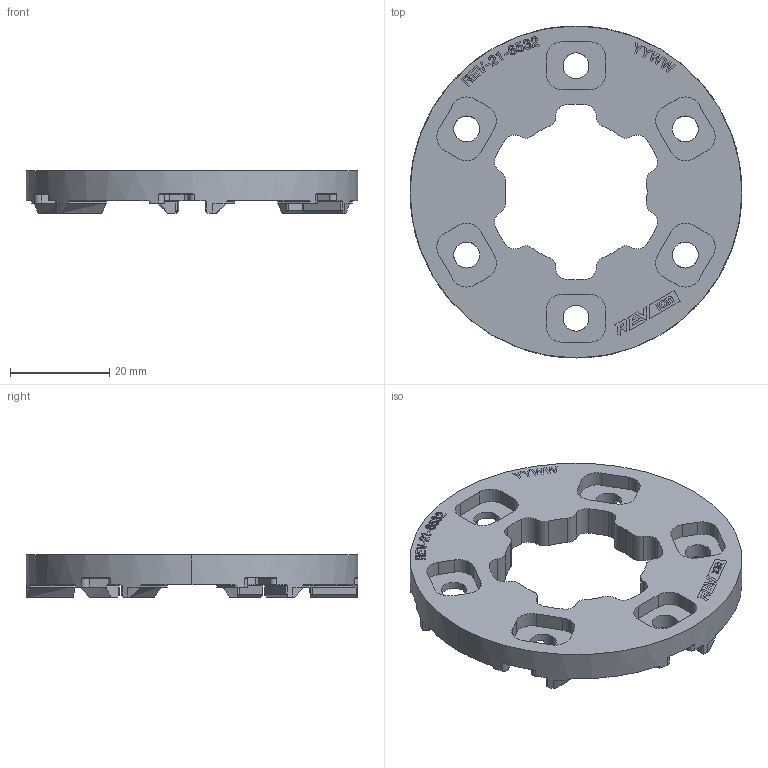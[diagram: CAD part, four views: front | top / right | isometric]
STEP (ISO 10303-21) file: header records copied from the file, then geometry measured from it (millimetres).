
FILE_DESCRIPTION (( 'STEP AP203' ), '1' );
FILE_NAME ('REV-21-6532_RevC.STEP', '2025-09-26T18:59:37', ( '' ), ( '' ), 'SwSTEP 2.0', 'SolidWorks 2022', '' );
FILE_SCHEMA (( 'CONFIG_CONTROL_DESIGN' ));
Length unit declared in the file: millimetre
Products named in the file (1): REV-21-6532_RevC
Bounding box: 66.8 x 66.8 x 8.5 mm (x, y, z)
Volume: 13903.8 mm3; surface area: 8511.7 mm2
Topology: 1 solids, 1 shells, 703 faces, 1928 edges, 1253 vertices
Faces by surface type: plane 315, cylinder 222, bspline 85, torus 81
Entity records: 26060 total; most frequent: CARTESIAN_POINT 8365, ORIENTED_EDGE 3856, DIRECTION 3481, EDGE_CURVE 1928, VERTEX_POINT 1253, AXIS2_PLACEMENT_3D 1175, VECTOR 1131, LINE 1131
